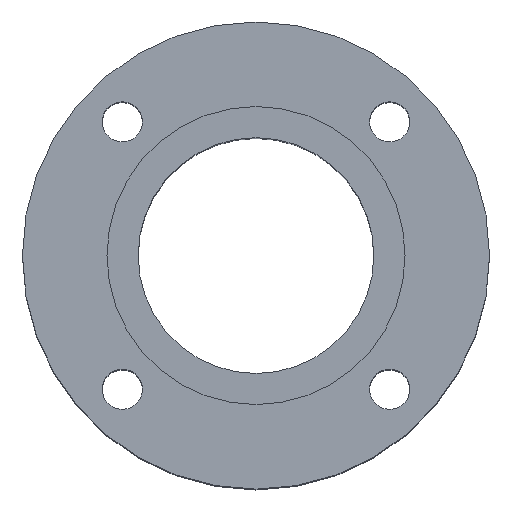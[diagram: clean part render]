
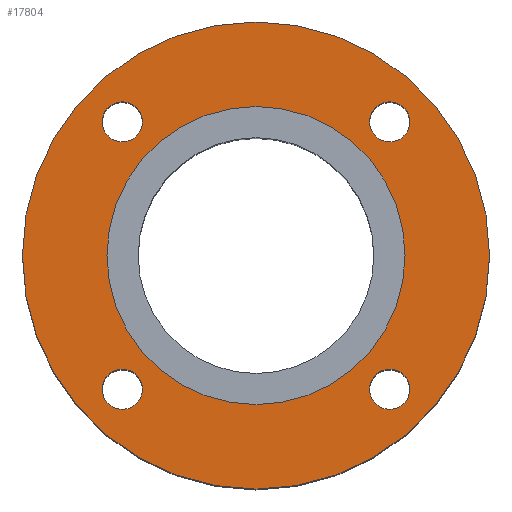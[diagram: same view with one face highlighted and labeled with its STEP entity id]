
A CAD part, top view. The second image highlights one B-rep face of the part: STEP entity #17804.
In plain terms, the highlighted planar face has unit normal (0, 0, 1).
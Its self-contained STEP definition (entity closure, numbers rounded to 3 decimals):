
#17 = DIRECTION ( 'NONE',  ( 0., 0., 1. ) ) ;
#443 = DIRECTION ( 'NONE',  ( 1., 0., 0. ) ) ;
#850 = AXIS2_PLACEMENT_3D ( 'NONE', #23374, #16540, #443 ) ;
#1301 = DIRECTION ( 'NONE',  ( 0., 0., 1. ) ) ;
#1774 = CARTESIAN_POINT ( 'NONE',  ( 105., 0., -1. ) ) ;
#1777 = CIRCLE ( 'NONE', #850, 9. ) ;
#1898 = EDGE_LOOP ( 'NONE', ( #3818, #14303 ) ) ;
#2028 = CARTESIAN_POINT ( 'NONE',  ( -105., 0., -1. ) ) ;
#2199 = ORIENTED_EDGE ( 'NONE', *, *, #27771, .F. ) ;
#2299 = CIRCLE ( 'NONE', #6012, 9. ) ;
#2362 = DIRECTION ( 'NONE',  ( 0., 0., 1. ) ) ;
#2685 = CIRCLE ( 'NONE', #8696, 67. ) ;
#2935 = CARTESIAN_POINT ( 'NONE',  ( 0., 67., -1. ) ) ;
#2945 = CIRCLE ( 'NONE', #19631, 105. ) ;
#3005 = EDGE_CURVE ( 'NONE', #17969, #24829, #28452, .T. ) ;
#3094 = AXIS2_PLACEMENT_3D ( 'NONE', #11081, #2362, #13254 ) ;
#3380 = AXIS2_PLACEMENT_3D ( 'NONE', #20459, #11880, #9404 ) ;
#3659 = EDGE_CURVE ( 'NONE', #8764, #10292, #2945, .T. ) ;
#3818 = ORIENTED_EDGE ( 'NONE', *, *, #3659, .T. ) ;
#4022 = DIRECTION ( 'NONE',  ( 1., 0., 0. ) ) ;
#4393 = CARTESIAN_POINT ( 'NONE',  ( 51.104, -60.104, -1. ) ) ;
#4484 = CIRCLE ( 'NONE', #20721, 105. ) ;
#4793 = CARTESIAN_POINT ( 'NONE',  ( -67., 0., -1. ) ) ;
#4800 = CARTESIAN_POINT ( 'NONE',  ( 0., 0., -1. ) ) ;
#5023 = EDGE_LOOP ( 'NONE', ( #14503, #17162 ) ) ;
#5228 = CARTESIAN_POINT ( 'NONE',  ( -60.104, 60.104, -1. ) ) ;
#5383 = ORIENTED_EDGE ( 'NONE', *, *, #27870, .F. ) ;
#5702 = VERTEX_POINT ( 'NONE', #6937 ) ;
#5909 = CARTESIAN_POINT ( 'NONE',  ( 0., 0., -1. ) ) ;
#6012 = AXIS2_PLACEMENT_3D ( 'NONE', #12758, #17417, #15519 ) ;
#6342 = AXIS2_PLACEMENT_3D ( 'NONE', #13632, #10743, #22502 ) ;
#6548 = DIRECTION ( 'NONE',  ( 1., 0., 0. ) ) ;
#6581 = ORIENTED_EDGE ( 'NONE', *, *, #16327, .F. ) ;
#6768 = VERTEX_POINT ( 'NONE', #18885 ) ;
#6937 = CARTESIAN_POINT ( 'NONE',  ( 69.104, -60.104, -1. ) ) ;
#7495 = ORIENTED_EDGE ( 'NONE', *, *, #20384, .F. ) ;
#7535 = DIRECTION ( 'NONE',  ( -1., 0., 0. ) ) ;
#7862 = FACE_BOUND ( 'NONE', #5023, .T. ) ;
#7940 = DIRECTION ( 'NONE',  ( 0., 0., 1. ) ) ;
#8667 = ORIENTED_EDGE ( 'NONE', *, *, #19884, .F. ) ;
#8696 = AXIS2_PLACEMENT_3D ( 'NONE', #5909, #7940, #4022 ) ;
#8726 = CARTESIAN_POINT ( 'NONE',  ( -69.104, 60.104, -1. ) ) ;
#8764 = VERTEX_POINT ( 'NONE', #1774 ) ;
#9404 = DIRECTION ( 'NONE',  ( 1., 0., 0. ) ) ;
#9950 = VERTEX_POINT ( 'NONE', #4393 ) ;
#10292 = VERTEX_POINT ( 'NONE', #2028 ) ;
#10743 = DIRECTION ( 'NONE',  ( 0., 0., 1. ) ) ;
#10900 = DIRECTION ( 'NONE',  ( 0., 0., 1. ) ) ;
#11081 = CARTESIAN_POINT ( 'NONE',  ( 0., 0., -1. ) ) ;
#11482 = CIRCLE ( 'NONE', #21693, 9. ) ;
#11880 = DIRECTION ( 'NONE',  ( 0., 0., 1. ) ) ;
#12758 = CARTESIAN_POINT ( 'NONE',  ( 60.104, -60.104, -1. ) ) ;
#13254 = DIRECTION ( 'NONE',  ( 1., 0., 0. ) ) ;
#13632 = CARTESIAN_POINT ( 'NONE',  ( 60.104, -60.104, -1. ) ) ;
#13685 = VERTEX_POINT ( 'NONE', #26666 ) ;
#14018 = EDGE_CURVE ( 'NONE', #18040, #13685, #17925, .T. ) ;
#14082 = DIRECTION ( 'NONE',  ( 0., 0., 1. ) ) ;
#14260 = FACE_BOUND ( 'NONE', #25317, .T. ) ;
#14303 = ORIENTED_EDGE ( 'NONE', *, *, #14936, .T. ) ;
#14503 = ORIENTED_EDGE ( 'NONE', *, *, #18463, .F. ) ;
#14902 = DIRECTION ( 'NONE',  ( -1., 0., 0. ) ) ;
#14936 = EDGE_CURVE ( 'NONE', #10292, #8764, #4484, .T. ) ;
#15105 = DIRECTION ( 'NONE',  ( 0., 0., 1. ) ) ;
#15164 = CIRCLE ( 'NONE', #6342, 9. ) ;
#15519 = DIRECTION ( 'NONE',  ( 0., -1., 0. ) ) ;
#15822 = DIRECTION ( 'NONE',  ( 1., 0., 0. ) ) ;
#15935 = EDGE_CURVE ( 'NONE', #5702, #9950, #15164, .T. ) ;
#15944 = ORIENTED_EDGE ( 'NONE', *, *, #15935, .F. ) ;
#16327 = EDGE_CURVE ( 'NONE', #6768, #24367, #24461, .T. ) ;
#16450 = DIRECTION ( 'NONE',  ( 0., 0., -1. ) ) ;
#16540 = DIRECTION ( 'NONE',  ( 0., 0., 1. ) ) ;
#16742 = FACE_BOUND ( 'NONE', #27747, .T. ) ;
#16850 = CARTESIAN_POINT ( 'NONE',  ( -60.104, -60.104, -1. ) ) ;
#17162 = ORIENTED_EDGE ( 'NONE', *, *, #14018, .F. ) ;
#17417 = DIRECTION ( 'NONE',  ( 0., 0., 1. ) ) ;
#17804 = ADVANCED_FACE ( 'NONE', ( #25168, #16742, #14260, #18914, #7862, #23141 ), #22844, .F. ) ;
#17843 = CARTESIAN_POINT ( 'NONE',  ( -51.104, -60.104, -1. ) ) ;
#17879 = CARTESIAN_POINT ( 'NONE',  ( -60.104, 60.104, -1. ) ) ;
#17925 = CIRCLE ( 'NONE', #3094, 67. ) ;
#17969 = VERTEX_POINT ( 'NONE', #18766 ) ;
#17985 = CIRCLE ( 'NONE', #25890, 9. ) ;
#18040 = VERTEX_POINT ( 'NONE', #4793 ) ;
#18463 = EDGE_CURVE ( 'NONE', #13685, #18040, #2685, .T. ) ;
#18484 = DIRECTION ( 'NONE',  ( -1., 0., 0. ) ) ;
#18766 = CARTESIAN_POINT ( 'NONE',  ( 69.104, 60.104, -1. ) ) ;
#18885 = CARTESIAN_POINT ( 'NONE',  ( -69.104, -60.104, -1. ) ) ;
#18914 = FACE_BOUND ( 'NONE', #25128, .T. ) ;
#18967 = AXIS2_PLACEMENT_3D ( 'NONE', #16850, #1301, #7535 ) ;
#19262 = CARTESIAN_POINT ( 'NONE',  ( -51.104, 60.104, -1. ) ) ;
#19631 = AXIS2_PLACEMENT_3D ( 'NONE', #26150, #15105, #15822 ) ;
#19884 = EDGE_CURVE ( 'NONE', #24829, #17969, #1777, .T. ) ;
#20384 = EDGE_CURVE ( 'NONE', #24367, #6768, #25937, .T. ) ;
#20459 = CARTESIAN_POINT ( 'NONE',  ( 60.104, 60.104, -1. ) ) ;
#20721 = AXIS2_PLACEMENT_3D ( 'NONE', #4800, #17, #6548 ) ;
#21490 = CARTESIAN_POINT ( 'NONE',  ( 51.104, 60.104, -1. ) ) ;
#21650 = AXIS2_PLACEMENT_3D ( 'NONE', #28138, #27702, #14902 ) ;
#21693 = AXIS2_PLACEMENT_3D ( 'NONE', #5228, #14082, #22669 ) ;
#22235 = DIRECTION ( 'NONE',  ( 0., 1., 0. ) ) ;
#22502 = DIRECTION ( 'NONE',  ( 0., -1., 0. ) ) ;
#22669 = DIRECTION ( 'NONE',  ( 0., 1., 0. ) ) ;
#22844 = PLANE ( 'NONE',  #27277 ) ;
#23141 = FACE_OUTER_BOUND ( 'NONE', #1898, .T. ) ;
#23374 = CARTESIAN_POINT ( 'NONE',  ( 60.104, 60.104, -1. ) ) ;
#23440 = VERTEX_POINT ( 'NONE', #19262 ) ;
#24234 = EDGE_CURVE ( 'NONE', #9950, #5702, #2299, .T. ) ;
#24367 = VERTEX_POINT ( 'NONE', #17843 ) ;
#24461 = CIRCLE ( 'NONE', #21650, 9. ) ;
#24656 = EDGE_LOOP ( 'NONE', ( #15944, #27625 ) ) ;
#24829 = VERTEX_POINT ( 'NONE', #21490 ) ;
#25128 = EDGE_LOOP ( 'NONE', ( #26225, #8667 ) ) ;
#25168 = FACE_BOUND ( 'NONE', #24656, .T. ) ;
#25317 = EDGE_LOOP ( 'NONE', ( #2199, #5383 ) ) ;
#25872 = VERTEX_POINT ( 'NONE', #8726 ) ;
#25890 = AXIS2_PLACEMENT_3D ( 'NONE', #17879, #10900, #22235 ) ;
#25937 = CIRCLE ( 'NONE', #18967, 9. ) ;
#26150 = CARTESIAN_POINT ( 'NONE',  ( 0., 0., -1. ) ) ;
#26225 = ORIENTED_EDGE ( 'NONE', *, *, #3005, .F. ) ;
#26666 = CARTESIAN_POINT ( 'NONE',  ( 67., 0., -1. ) ) ;
#27277 = AXIS2_PLACEMENT_3D ( 'NONE', #2935, #16450, #18484 ) ;
#27625 = ORIENTED_EDGE ( 'NONE', *, *, #24234, .F. ) ;
#27702 = DIRECTION ( 'NONE',  ( 0., 0., 1. ) ) ;
#27747 = EDGE_LOOP ( 'NONE', ( #7495, #6581 ) ) ;
#27771 = EDGE_CURVE ( 'NONE', #23440, #25872, #17985, .T. ) ;
#27870 = EDGE_CURVE ( 'NONE', #25872, #23440, #11482, .T. ) ;
#28138 = CARTESIAN_POINT ( 'NONE',  ( -60.104, -60.104, -1. ) ) ;
#28452 = CIRCLE ( 'NONE', #3380, 9. ) ;
